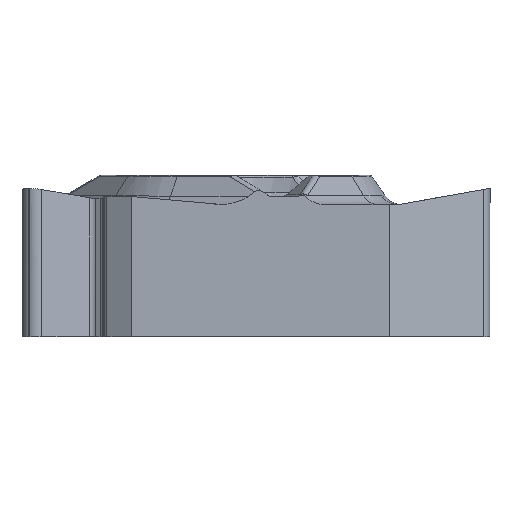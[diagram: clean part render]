
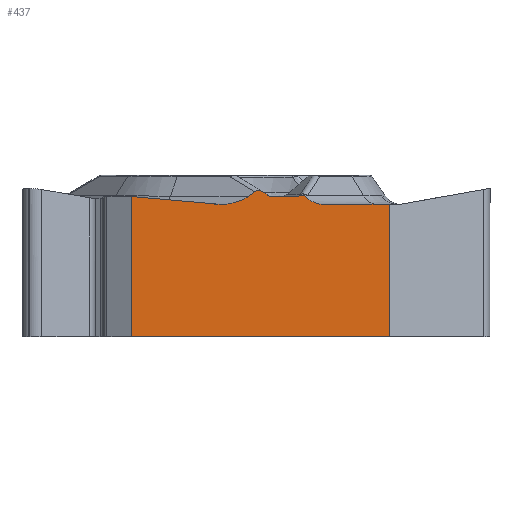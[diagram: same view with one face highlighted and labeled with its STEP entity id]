
A CAD part, left-side view. The second image highlights one B-rep face of the part: STEP entity #437.
In plain terms, the highlighted planar face has unit normal (-1, 0, 0).
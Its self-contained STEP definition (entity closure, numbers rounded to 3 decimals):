
#226=FACE_OUTER_BOUND('',#647,.T.);
#318=ELLIPSE('',#2718,0.309,0.3);
#321=ELLIPSE('',#2723,0.309,0.3);
#323=ELLIPSE('',#2728,1.5,0.75);
#324=ELLIPSE('',#2731,0.884,0.75);
#325=ELLIPSE('',#2733,0.304,0.205);
#337=ELLIPSE('',#2784,1.5,0.75);
#437=ADVANCED_FACE('',(#226),#521,.F.);
#521=PLANE('',#2785);
#647=EDGE_LOOP('',(#1245,#1246,#1247,#1248,#1249,#1250,#1251,#1252,#1253,
#1254,#1255,#1256,#1257,#1258,#1259));
#1245=ORIENTED_EDGE('',*,*,#2061,.T.);
#1246=ORIENTED_EDGE('',*,*,#2062,.T.);
#1247=ORIENTED_EDGE('',*,*,#2063,.T.);
#1248=ORIENTED_EDGE('',*,*,#1965,.T.);
#1249=ORIENTED_EDGE('',*,*,#1997,.T.);
#1250=ORIENTED_EDGE('',*,*,#2000,.F.);
#1251=ORIENTED_EDGE('',*,*,#1987,.T.);
#1252=ORIENTED_EDGE('',*,*,#1815,.T.);
#1253=ORIENTED_EDGE('',*,*,#1977,.T.);
#1254=ORIENTED_EDGE('',*,*,#1982,.T.);
#1255=ORIENTED_EDGE('',*,*,#1998,.F.);
#1256=ORIENTED_EDGE('',*,*,#1974,.T.);
#1257=ORIENTED_EDGE('',*,*,#1993,.T.);
#1258=ORIENTED_EDGE('',*,*,#2064,.T.);
#1259=ORIENTED_EDGE('',*,*,#2065,.T.);
#1580=VERTEX_POINT('',#3987);
#1581=VERTEX_POINT('',#3989);
#1683=VERTEX_POINT('',#4676);
#1684=VERTEX_POINT('',#4677);
#1688=VERTEX_POINT('',#4687);
#1692=VERTEX_POINT('',#4694);
#1694=VERTEX_POINT('',#4709);
#1698=VERTEX_POINT('',#4725);
#1699=VERTEX_POINT('',#4732);
#1705=VERTEX_POINT('',#4758);
#1708=VERTEX_POINT('',#4769);
#1742=VERTEX_POINT('',#5164);
#1743=VERTEX_POINT('',#5165);
#1744=VERTEX_POINT('',#5167);
#1745=VERTEX_POINT('',#5170);
#1815=EDGE_CURVE('',#1581,#1580,#2196,.T.);
#1965=EDGE_CURVE('',#1683,#1684,#2255,.T.);
#1974=EDGE_CURVE('',#1688,#1692,#2263,.T.);
#1977=EDGE_CURVE('',#1580,#1694,#318,.T.);
#1982=EDGE_CURVE('',#1694,#1698,#2267,.T.);
#1987=EDGE_CURVE('',#1699,#1581,#321,.T.);
#1993=EDGE_CURVE('',#1692,#1705,#323,.T.);
#1997=EDGE_CURVE('',#1684,#1708,#324,.T.);
#1998=EDGE_CURVE('',#1688,#1698,#325,.T.);
#2000=EDGE_CURVE('',#1699,#1708,#2570,.T.);
#2061=EDGE_CURVE('',#1742,#1743,#2288,.T.);
#2062=EDGE_CURVE('',#1743,#1744,#2289,.T.);
#2063=EDGE_CURVE('',#1744,#1683,#2290,.T.);
#2064=EDGE_CURVE('',#1705,#1745,#337,.T.);
#2065=EDGE_CURVE('',#1745,#1742,#2291,.T.);
#2196=LINE('',#3988,#2364);
#2255=LINE('',#4675,#2423);
#2263=LINE('',#4695,#2431);
#2267=LINE('',#4726,#2435);
#2288=LINE('',#5163,#2456);
#2289=LINE('',#5166,#2457);
#2290=LINE('',#5168,#2458);
#2291=LINE('',#5171,#2459);
#2364=VECTOR('',#2897,1.);
#2423=VECTOR('',#3156,1.);
#2431=VECTOR('',#3168,1.);
#2435=VECTOR('',#3180,1.);
#2456=VECTOR('',#3327,1.);
#2457=VECTOR('',#3328,1.);
#2458=VECTOR('',#3329,1.);
#2459=VECTOR('',#3332,1.);
#2570=B_SPLINE_CURVE_WITH_KNOTS('',3,(#4775,#4776,#4777,#4778,#4779,#4780,
#4781,#4782,#4783,#4784,#4785,#4786,#4787),.UNSPECIFIED.,.F.,.F.,(4,3,3,
3,4),(0.,0.307,0.616,0.896,1.),
 .UNSPECIFIED.);
#2718=AXIS2_PLACEMENT_3D('',#4710,#3172,#3173);
#2723=AXIS2_PLACEMENT_3D('',#4748,#3186,#3187);
#2728=AXIS2_PLACEMENT_3D('',#4759,#3199,#3200);
#2731=AXIS2_PLACEMENT_3D('',#4770,#3206,#3207);
#2733=AXIS2_PLACEMENT_3D('',#4772,#3210,#3211);
#2784=AXIS2_PLACEMENT_3D('',#5169,#3330,#3331);
#2785=AXIS2_PLACEMENT_3D('',#5172,#3333,#3334);
#2897=DIRECTION('',(0.,1.,0.));
#3156=DIRECTION('',(0.,1.,0.));
#3168=DIRECTION('',(0.,0.814,-0.581));
#3172=DIRECTION('',(1.,0.,0.));
#3173=DIRECTION('',(0.,1.,0.));
#3180=DIRECTION('',(0.,0.775,0.631));
#3186=DIRECTION('',(1.,0.,0.));
#3187=DIRECTION('',(0.,1.,0.));
#3199=DIRECTION('',(1.,0.,0.));
#3200=DIRECTION('',(0.,1.,0.));
#3206=DIRECTION('',(1.,0.,0.));
#3207=DIRECTION('',(0.,1.,0.));
#3210=DIRECTION('',(1.,0.,0.));
#3211=DIRECTION('',(0.,-0.858,-0.514));
#3327=DIRECTION('',(0.,0.,-1.));
#3328=DIRECTION('',(0.,-1.,0.));
#3329=DIRECTION('',(0.,0.,1.));
#3330=DIRECTION('',(1.,0.,0.));
#3331=DIRECTION('',(0.,1.,0.));
#3332=DIRECTION('',(0.,0.996,0.088));
#3333=DIRECTION('',(1.,0.,0.));
#3334=DIRECTION('',(0.,1.,0.));
#3987=CARTESIAN_POINT('',(-6.35,-1.132,-0.31));
#3988=CARTESIAN_POINT('',(-6.35,0.,-0.31));
#3989=CARTESIAN_POINT('',(-6.35,-2.034,-0.31));
#4675=CARTESIAN_POINT('',(-6.35,0.,-0.6));
#4676=CARTESIAN_POINT('',(-6.35,-5.518,-0.6));
#4677=CARTESIAN_POINT('',(-6.35,-3.088,-0.6));
#4687=CARTESIAN_POINT('',(-6.35,-0.483,-0.121));
#4694=CARTESIAN_POINT('',(-6.35,-0.234,-0.299));
#4695=CARTESIAN_POINT('',(-6.35,-12.043,8.134));
#4709=CARTESIAN_POINT('',(-6.35,-0.934,-0.24));
#4710=CARTESIAN_POINT('',(-6.35,-1.132,-0.01));
#4725=CARTESIAN_POINT('',(-6.35,-0.862,-0.181));
#4726=CARTESIAN_POINT('',(-6.35,11.986,10.279));
#4732=CARTESIAN_POINT('',(-6.35,-2.162,-0.283));
#4748=CARTESIAN_POINT('',(-6.35,-2.034,-0.01));
#4758=CARTESIAN_POINT('',(-6.35,0.665,-0.6));
#4759=CARTESIAN_POINT('',(-6.35,0.994,0.132));
#4769=CARTESIAN_POINT('',(-6.35,-2.401,-0.322));
#4770=CARTESIAN_POINT('',(-6.35,-3.088,0.15));
#4772=CARTESIAN_POINT('',(-6.35,-0.704,-0.32));
#4775=CARTESIAN_POINT('',(-6.35,-2.162,-0.283));
#4776=CARTESIAN_POINT('',(-6.35,-2.186,-0.273));
#4777=CARTESIAN_POINT('',(-6.35,-2.212,-0.266));
#4778=CARTESIAN_POINT('',(-6.35,-2.238,-0.264));
#4779=CARTESIAN_POINT('',(-6.35,-2.264,-0.261));
#4780=CARTESIAN_POINT('',(-6.35,-2.292,-0.264));
#4781=CARTESIAN_POINT('',(-6.35,-2.317,-0.271));
#4782=CARTESIAN_POINT('',(-6.35,-2.34,-0.278));
#4783=CARTESIAN_POINT('',(-6.35,-2.362,-0.289));
#4784=CARTESIAN_POINT('',(-6.35,-2.381,-0.304));
#4785=CARTESIAN_POINT('',(-6.35,-2.388,-0.31));
#4786=CARTESIAN_POINT('',(-6.35,-2.395,-0.316));
#4787=CARTESIAN_POINT('',(-6.35,-2.401,-0.322));
#5163=CARTESIAN_POINT('',(-6.35,4.167,25.));
#5164=CARTESIAN_POINT('',(-6.35,4.167,-0.303));
#5165=CARTESIAN_POINT('',(-6.35,4.167,-5.56));
#5166=CARTESIAN_POINT('',(-6.35,0.,-5.56));
#5167=CARTESIAN_POINT('',(-6.35,-5.518,-5.56));
#5168=CARTESIAN_POINT('',(-6.35,-5.518,25.));
#5169=CARTESIAN_POINT('',(-6.35,0.665,0.15));
#5170=CARTESIAN_POINT('',(-6.35,0.925,-0.589));
#5171=CARTESIAN_POINT('',(-6.35,7.512,-0.008));
#5172=CARTESIAN_POINT('',(-6.35,0.,25.));
